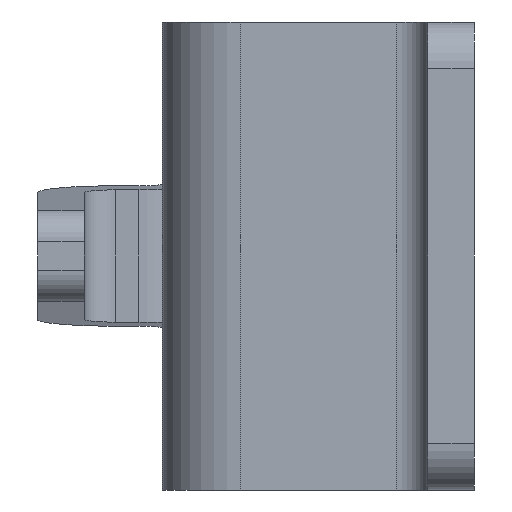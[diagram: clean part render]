
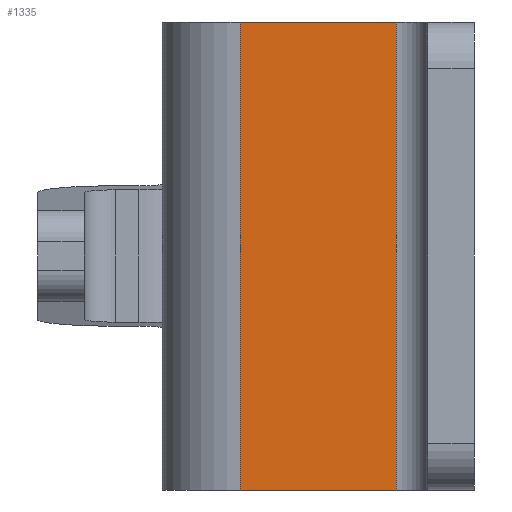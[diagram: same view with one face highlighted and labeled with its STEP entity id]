
A CAD part, left-side view. The second image highlights one B-rep face of the part: STEP entity #1335.
In plain terms, the highlighted planar face has unit normal (-1, 0, 0).
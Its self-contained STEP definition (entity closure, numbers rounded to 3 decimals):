
#187=DIRECTION('',(0.,1.,0.));
#188=VECTOR('',#187,10.);
#189=CARTESIAN_POINT('',(-28.,5.,15.));
#190=LINE('',#189,#188);
#388=DIRECTION('',(0.,0.,1.));
#389=VECTOR('',#388,30.);
#390=CARTESIAN_POINT('',(-28.,5.,-15.));
#391=LINE('',#390,#389);
#392=DIRECTION('',(0.,1.,0.));
#393=VECTOR('',#392,10.);
#394=CARTESIAN_POINT('',(-28.,5.,-15.));
#395=LINE('',#394,#393);
#400=DIRECTION('',(0.,0.,-1.));
#401=VECTOR('',#400,30.);
#402=CARTESIAN_POINT('',(-28.,15.,15.));
#403=LINE('',#402,#401);
#724=CARTESIAN_POINT('',(-28.,15.,-15.));
#725=VERTEX_POINT('',#724);
#726=CARTESIAN_POINT('',(-28.,5.,-15.));
#727=VERTEX_POINT('',#726);
#810=CARTESIAN_POINT('',(-28.,5.,15.));
#811=VERTEX_POINT('',#810);
#812=CARTESIAN_POINT('',(-28.,15.,15.));
#813=VERTEX_POINT('',#812);
#1323=CARTESIAN_POINT('',(-28.,20.,-15.));
#1324=DIRECTION('',(-1.,0.,0.));
#1325=DIRECTION('',(0.,-1.,0.));
#1326=AXIS2_PLACEMENT_3D('',#1323,#1324,#1325);
#1327=PLANE('',#1326);
#1329=ORIENTED_EDGE('',*,*,#1328,.F.);
#1330=ORIENTED_EDGE('',*,*,#1088,.F.);
#1331=ORIENTED_EDGE('',*,*,#1317,.F.);
#1332=ORIENTED_EDGE('',*,*,#937,.T.);
#1333=EDGE_LOOP('',(#1329,#1330,#1331,#1332));
#1334=FACE_OUTER_BOUND('',#1333,.F.);
#1335=ADVANCED_FACE('',(#1334),#1327,.T.);
#937=EDGE_CURVE('',#727,#725,#395,.T.);
#1088=EDGE_CURVE('',#811,#813,#190,.T.);
#1317=EDGE_CURVE('',#727,#811,#391,.T.);
#1328=EDGE_CURVE('',#813,#725,#403,.T.);
